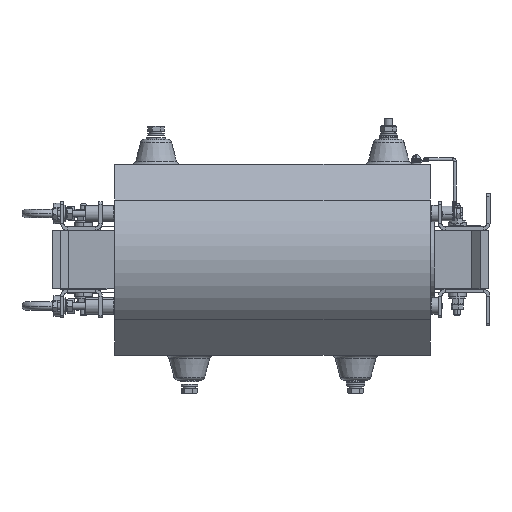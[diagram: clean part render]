
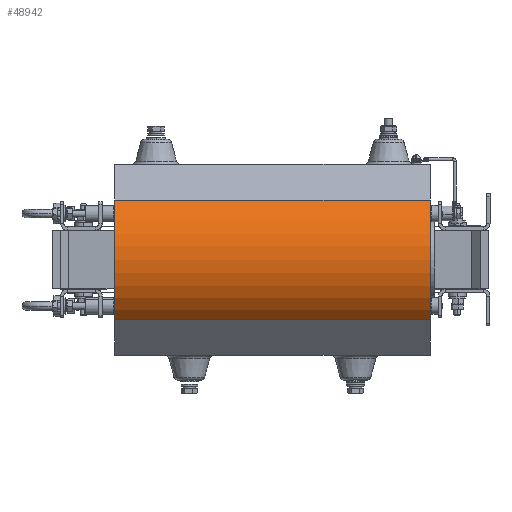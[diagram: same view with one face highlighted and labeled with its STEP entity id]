
A CAD part, left-side view. The second image highlights one B-rep face of the part: STEP entity #48942.
In plain terms, the highlighted cylindrical face has radius 100 mm (diameter 200 mm), a partial arc.
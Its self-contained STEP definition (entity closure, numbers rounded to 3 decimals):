
#2684 = ORIENTED_EDGE ( 'NONE', *, *, #70815, .T. ) ;
#2706 = ORIENTED_EDGE ( 'NONE', *, *, #70756, .F. ) ;
#2708 = ORIENTED_EDGE ( 'NONE', *, *, #70718, .F. ) ;
#3337 = ORIENTED_EDGE ( 'NONE', *, *, #70768, .T. ) ;
#17909 = AXIS2_PLACEMENT_3D ( 'NONE', #86090, #86064, #86151 ) ;
#17993 = AXIS2_PLACEMENT_3D ( 'NONE', #86435, #86369, #86370 ) ;
#18952 = EDGE_LOOP ( 'NONE', ( #2684, #2708, #2706, #3337 ) ) ;
#25936 = CYLINDRICAL_SURFACE ( 'NONE', #26335, 100. ) ;
#25965 = FACE_OUTER_BOUND ( 'NONE', #18952, .T. ) ;
#26335 = AXIS2_PLACEMENT_3D ( 'NONE', #44500, #44518, #44493 ) ;
#44493 = DIRECTION ( 'NONE',  ( 1., 0., 0. ) ) ;
#44500 = CARTESIAN_POINT ( 'NONE',  ( -210., -192.5, 0. ) ) ;
#44518 = DIRECTION ( 'NONE',  ( 0., 1., 0. ) ) ;
#48942 = ADVANCED_FACE ( 'NONE', ( #25965 ), #25936, .T. ) ;
#66820 = VERTEX_POINT ( 'NONE', #80880 ) ;
#66862 = VERTEX_POINT ( 'NONE', #81127 ) ;
#66892 = VERTEX_POINT ( 'NONE', #81006 ) ;
#66910 = VERTEX_POINT ( 'NONE', #81082 ) ;
#70718 = EDGE_CURVE ( 'NONE', #66820, #66862, #78167, .T. ) ;
#70756 = EDGE_CURVE ( 'NONE', #66910, #66820, #78415, .T. ) ;
#70768 = EDGE_CURVE ( 'NONE', #66910, #66892, #78450, .T. ) ;
#70815 = EDGE_CURVE ( 'NONE', #66892, #66862, #78518, .T. ) ;
#78167 = LINE ( 'NONE', #85933, #78246 ) ;
#78246 = VECTOR ( 'NONE', #85916, 1000. ) ;
#78415 = CIRCLE ( 'NONE', #17909, 100. ) ;
#78440 = VECTOR ( 'NONE', #86173, 1000. ) ;
#78450 = LINE ( 'NONE', #86106, #78440 ) ;
#78518 = CIRCLE ( 'NONE', #17993, 100. ) ;
#80880 = CARTESIAN_POINT ( 'NONE',  ( -279.439, -192.5, -71.96 ) ) ;
#81006 = CARTESIAN_POINT ( 'NONE',  ( -279.439, 187.5, 71.96 ) ) ;
#81082 = CARTESIAN_POINT ( 'NONE',  ( -279.439, -192.5, 71.96 ) ) ;
#81127 = CARTESIAN_POINT ( 'NONE',  ( -279.439, 187.5, -71.96 ) ) ;
#85916 = DIRECTION ( 'NONE',  ( 0., 1., 0. ) ) ;
#85933 = CARTESIAN_POINT ( 'NONE',  ( -279.439, -192.5, -71.96 ) ) ;
#86064 = DIRECTION ( 'NONE',  ( 0., -1., 0. ) ) ;
#86090 = CARTESIAN_POINT ( 'NONE',  ( -210., -192.5, 0. ) ) ;
#86106 = CARTESIAN_POINT ( 'NONE',  ( -279.439, -192.5, 71.96 ) ) ;
#86151 = DIRECTION ( 'NONE',  ( -1., 0., 0. ) ) ;
#86173 = DIRECTION ( 'NONE',  ( 0., 1., 0. ) ) ;
#86369 = DIRECTION ( 'NONE',  ( 0., -1., 0. ) ) ;
#86370 = DIRECTION ( 'NONE',  ( -1., 0., 0. ) ) ;
#86435 = CARTESIAN_POINT ( 'NONE',  ( -210., 187.5, 0. ) ) ;
